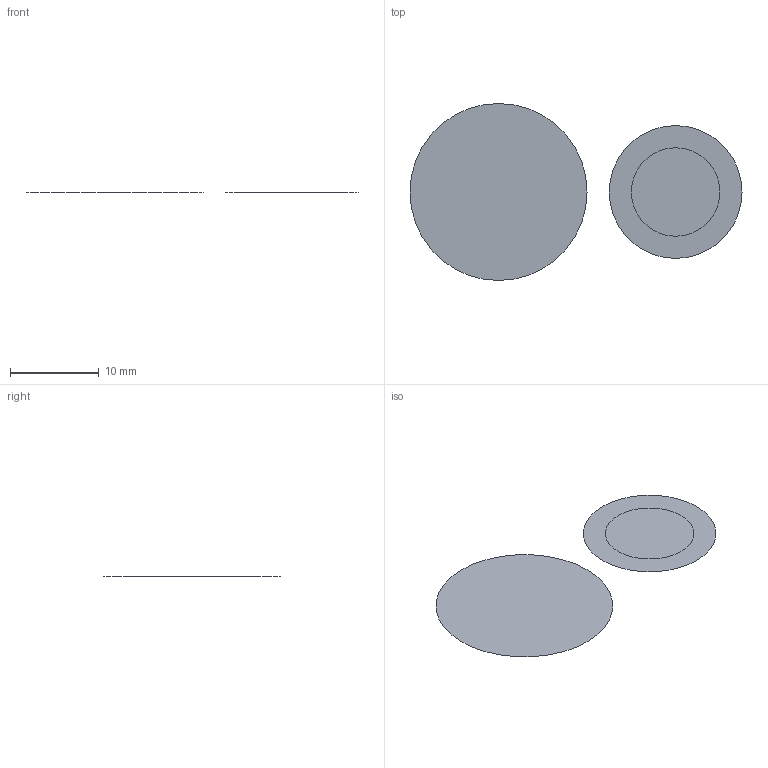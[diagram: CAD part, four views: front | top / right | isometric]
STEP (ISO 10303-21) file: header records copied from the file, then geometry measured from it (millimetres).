
FILE_DESCRIPTION(('FreeCAD Model'),'2;1');
FILE_NAME('Open CASCADE Shape Model','2025-05-05T08:20:10',(''),(''), 'Open CASCADE STEP processor 7.6','FreeCAD','Unknown');
FILE_SCHEMA(('AUTOMOTIVE_DESIGN { 1 0 10303 214 1 1 1 1 }'));
Length unit declared in the file: millimetre
Products named in the file (4): unshielded_multiwire; Conductor_0; Conductor_1; Dielectric_1
Assembly tree (3 placements, depth 2):
  unshielded_multiwire
    Conductor_0
    Conductor_1
    Dielectric_1
Bounding box: 37.5 x 20 x 0 mm (x, y, z)
Surface area: 569.4 mm2 (no closed solid volume)
Topology: 0 solids, 3 shells, 3 faces, 3 edges, 3 vertices
Faces by surface type: plane 3
Entity records: 159 total; most frequent: DIRECTION 20, CARTESIAN_POINT 13, AXIS2_PLACEMENT_3D 10, PRODUCT_DEFINITION_SHAPE 7, SHAPE_DEFINITION_REPRESENTATION 4, PRODUCT_DEFINITION 4, PRODUCT_DEFINITION_FORMATION 4, PRODUCT 4
